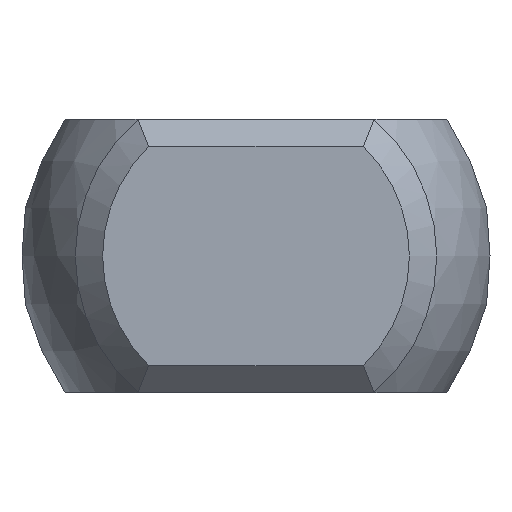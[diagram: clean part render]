
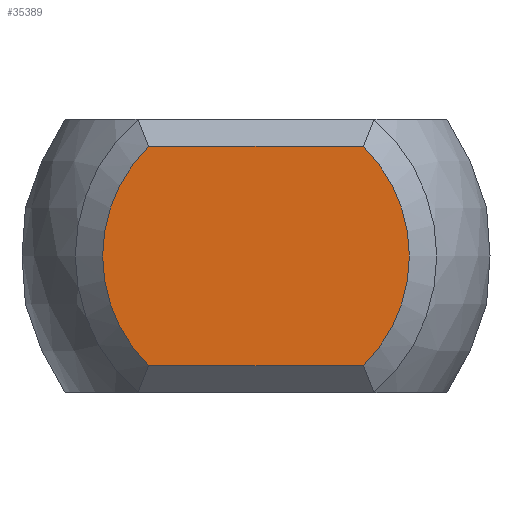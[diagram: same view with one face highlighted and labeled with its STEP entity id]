
A CAD part, left-side view. The second image highlights one B-rep face of the part: STEP entity #35389.
In plain terms, the highlighted planar face has unit normal (-1, 0, 0).
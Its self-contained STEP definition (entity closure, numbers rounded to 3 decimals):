
#33804 = PLANE('',#33805);
#33805 = AXIS2_PLACEMENT_3D('',#33806,#33807,#33808);
#33806 = CARTESIAN_POINT('',(-24.75,3.125,2.25));
#33807 = DIRECTION('',(-0.707,0.,0.707));
#33808 = DIRECTION('',(0.707,0.,0.707));
#35033 = EDGE_CURVE('',#35034,#35036,#35038,.T.);
#35034 = VERTEX_POINT('',#35035);
#35035 = CARTESIAN_POINT('',(-25.,-1.96,-2.));
#35036 = VERTEX_POINT('',#35037);
#35037 = CARTESIAN_POINT('',(-25.,1.96,-2.));
#35038 = SURFACE_CURVE('',#35039,(#35043,#35055),.PCURVE_S1.);
#35039 = LINE('',#35040,#35041);
#35040 = CARTESIAN_POINT('',(-25.,-3.125,-2.));
#35041 = VECTOR('',#35042,1.);
#35042 = DIRECTION('',(0.,1.,0.));
#35043 = PCURVE('',#35044,#35049);
#35044 = PLANE('',#35045);
#35045 = AXIS2_PLACEMENT_3D('',#35046,#35047,#35048);
#35046 = CARTESIAN_POINT('',(-24.75,-3.125,-2.25));
#35047 = DIRECTION('',(-0.707,0.,
    -0.707));
#35048 = DIRECTION('',(-0.707,0.,0.707));
#35049 = DEFINITIONAL_REPRESENTATION('',(#35050),#35054);
#35050 = LINE('',#35051,#35052);
#35051 = CARTESIAN_POINT('',(0.354,0.));
#35052 = VECTOR('',#35053,1.);
#35053 = DIRECTION('',(0.,1.));
#35054 = ( GEOMETRIC_REPRESENTATION_CONTEXT(2) 
PARAMETRIC_REPRESENTATION_CONTEXT() REPRESENTATION_CONTEXT('2D SPACE',''
  ) );
#35055 = PCURVE('',#35056,#35061);
#35056 = PLANE('',#35057);
#35057 = AXIS2_PLACEMENT_3D('',#35058,#35059,#35060);
#35058 = CARTESIAN_POINT('',(-25.,0.,0.));
#35059 = DIRECTION('',(1.,0.,0.));
#35060 = DIRECTION('',(0.,0.,-1.));
#35061 = DEFINITIONAL_REPRESENTATION('',(#35062),#35066);
#35062 = LINE('',#35063,#35064);
#35063 = CARTESIAN_POINT('',(2.,-3.125));
#35064 = VECTOR('',#35065,1.);
#35065 = DIRECTION('',(0.,1.));
#35066 = ( GEOMETRIC_REPRESENTATION_CONTEXT(2) 
PARAMETRIC_REPRESENTATION_CONTEXT() REPRESENTATION_CONTEXT('2D SPACE',''
  ) );
#35086 = CONICAL_SURFACE('',#35087,3.05,0.785);
#35087 = AXIS2_PLACEMENT_3D('',#35088,#35089,#35090);
#35088 = CARTESIAN_POINT('',(-24.75,0.,0.));
#35089 = DIRECTION('',(1.,0.,0.));
#35090 = DIRECTION('',(-0.,1.,0.));
#35136 = CONICAL_SURFACE('',#35137,3.05,0.785);
#35137 = AXIS2_PLACEMENT_3D('',#35138,#35139,#35140);
#35138 = CARTESIAN_POINT('',(-24.75,0.,0.));
#35139 = DIRECTION('',(1.,0.,0.));
#35140 = DIRECTION('',(0.,-1.,0.));
#35150 = EDGE_CURVE('',#35151,#35153,#35155,.T.);
#35151 = VERTEX_POINT('',#35152);
#35152 = CARTESIAN_POINT('',(-25.,1.96,2.));
#35153 = VERTEX_POINT('',#35154);
#35154 = CARTESIAN_POINT('',(-25.,-1.96,2.));
#35155 = SURFACE_CURVE('',#35156,(#35160,#35167),.PCURVE_S1.);
#35156 = LINE('',#35157,#35158);
#35157 = CARTESIAN_POINT('',(-25.,3.125,2.));
#35158 = VECTOR('',#35159,1.);
#35159 = DIRECTION('',(0.,-1.,0.));
#35160 = PCURVE('',#33804,#35161);
#35161 = DEFINITIONAL_REPRESENTATION('',(#35162),#35166);
#35162 = LINE('',#35163,#35164);
#35163 = CARTESIAN_POINT('',(-0.354,0.));
#35164 = VECTOR('',#35165,1.);
#35165 = DIRECTION('',(0.,-1.));
#35166 = ( GEOMETRIC_REPRESENTATION_CONTEXT(2) 
PARAMETRIC_REPRESENTATION_CONTEXT() REPRESENTATION_CONTEXT('2D SPACE',''
  ) );
#35167 = PCURVE('',#35056,#35168);
#35168 = DEFINITIONAL_REPRESENTATION('',(#35169),#35173);
#35169 = LINE('',#35170,#35171);
#35170 = CARTESIAN_POINT('',(-2.,3.125));
#35171 = VECTOR('',#35172,1.);
#35172 = DIRECTION('',(0.,-1.));
#35173 = ( GEOMETRIC_REPRESENTATION_CONTEXT(2) 
PARAMETRIC_REPRESENTATION_CONTEXT() REPRESENTATION_CONTEXT('2D SPACE',''
  ) );
#35246 = EDGE_CURVE('',#35153,#35034,#35247,.T.);
#35247 = SURFACE_CURVE('',#35248,(#35253,#35260),.PCURVE_S1.);
#35248 = CIRCLE('',#35249,2.8);
#35249 = AXIS2_PLACEMENT_3D('',#35250,#35251,#35252);
#35250 = CARTESIAN_POINT('',(-25.,0.,0.));
#35251 = DIRECTION('',(1.,0.,0.));
#35252 = DIRECTION('',(0.,-1.,0.));
#35253 = PCURVE('',#35136,#35254);
#35254 = DEFINITIONAL_REPRESENTATION('',(#35255),#35259);
#35255 = LINE('',#35256,#35257);
#35256 = CARTESIAN_POINT('',(-6.283,-0.25));
#35257 = VECTOR('',#35258,1.);
#35258 = DIRECTION('',(1.,0.));
#35259 = ( GEOMETRIC_REPRESENTATION_CONTEXT(2) 
PARAMETRIC_REPRESENTATION_CONTEXT() REPRESENTATION_CONTEXT('2D SPACE',''
  ) );
#35260 = PCURVE('',#35056,#35261);
#35261 = DEFINITIONAL_REPRESENTATION('',(#35262),#35266);
#35262 = CIRCLE('',#35263,2.8);
#35263 = AXIS2_PLACEMENT_2D('',#35264,#35265);
#35264 = CARTESIAN_POINT('',(0.,0.));
#35265 = DIRECTION('',(0.,-1.));
#35266 = ( GEOMETRIC_REPRESENTATION_CONTEXT(2) 
PARAMETRIC_REPRESENTATION_CONTEXT() REPRESENTATION_CONTEXT('2D SPACE',''
  ) );
#35272 = EDGE_CURVE('',#35036,#35151,#35273,.T.);
#35273 = SURFACE_CURVE('',#35274,(#35279,#35286),.PCURVE_S1.);
#35274 = CIRCLE('',#35275,2.8);
#35275 = AXIS2_PLACEMENT_3D('',#35276,#35277,#35278);
#35276 = CARTESIAN_POINT('',(-25.,0.,0.));
#35277 = DIRECTION('',(1.,0.,0.));
#35278 = DIRECTION('',(-0.,1.,0.));
#35279 = PCURVE('',#35086,#35280);
#35280 = DEFINITIONAL_REPRESENTATION('',(#35281),#35285);
#35281 = LINE('',#35282,#35283);
#35282 = CARTESIAN_POINT('',(0.,-0.25));
#35283 = VECTOR('',#35284,1.);
#35284 = DIRECTION('',(1.,0.));
#35285 = ( GEOMETRIC_REPRESENTATION_CONTEXT(2) 
PARAMETRIC_REPRESENTATION_CONTEXT() REPRESENTATION_CONTEXT('2D SPACE',''
  ) );
#35286 = PCURVE('',#35056,#35287);
#35287 = DEFINITIONAL_REPRESENTATION('',(#35288),#35292);
#35288 = CIRCLE('',#35289,2.8);
#35289 = AXIS2_PLACEMENT_2D('',#35290,#35291);
#35290 = CARTESIAN_POINT('',(0.,0.));
#35291 = DIRECTION('',(0.,1.));
#35292 = ( GEOMETRIC_REPRESENTATION_CONTEXT(2) 
PARAMETRIC_REPRESENTATION_CONTEXT() REPRESENTATION_CONTEXT('2D SPACE',''
  ) );
#35389 = ADVANCED_FACE('',(#35390),#35056,.F.);
#35390 = FACE_BOUND('',#35391,.T.);
#35391 = EDGE_LOOP('',(#35392,#35393,#35394,#35395));
#35392 = ORIENTED_EDGE('',*,*,#35150,.F.);
#35393 = ORIENTED_EDGE('',*,*,#35272,.F.);
#35394 = ORIENTED_EDGE('',*,*,#35033,.F.);
#35395 = ORIENTED_EDGE('',*,*,#35246,.F.);
